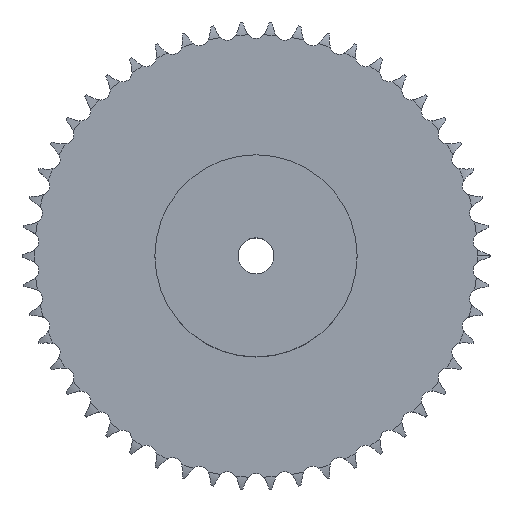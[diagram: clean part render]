
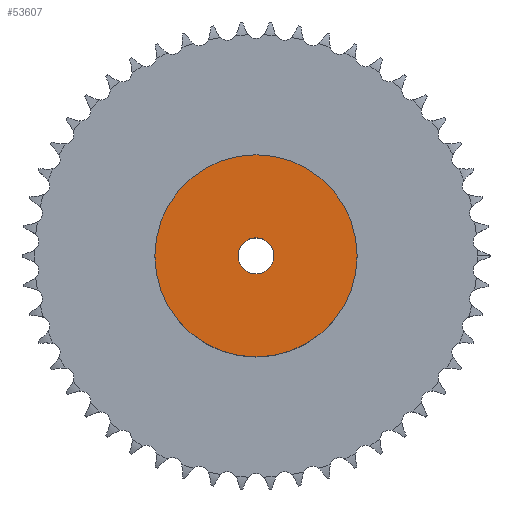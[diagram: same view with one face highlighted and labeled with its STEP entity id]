
A CAD part, top view. The second image highlights one B-rep face of the part: STEP entity #53607.
In plain terms, the highlighted planar face has unit normal (0, 0, 1).
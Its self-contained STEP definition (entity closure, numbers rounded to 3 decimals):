
#5880 = CYLINDRICAL_SURFACE('',#5881,45.);
#5881 = AXIS2_PLACEMENT_3D('',#5882,#5883,#5884);
#5882 = CARTESIAN_POINT('',(0.,0.,0.));
#5883 = DIRECTION('',(-0.,-0.,-1.));
#5884 = DIRECTION('',(1.,0.,0.));
#33346 = VERTEX_POINT('',#33347);
#33347 = CARTESIAN_POINT('',(45.,0.,40.));
#33368 = EDGE_CURVE('',#33346,#33346,#33369,.T.);
#33369 = SURFACE_CURVE('',#33370,(#33375,#33382),.PCURVE_S1.);
#33370 = CIRCLE('',#33371,45.);
#33371 = AXIS2_PLACEMENT_3D('',#33372,#33373,#33374);
#33372 = CARTESIAN_POINT('',(0.,0.,40.));
#33373 = DIRECTION('',(0.,0.,1.));
#33374 = DIRECTION('',(1.,0.,0.));
#33375 = PCURVE('',#5880,#33376);
#33376 = DEFINITIONAL_REPRESENTATION('',(#33377),#33381);
#33377 = LINE('',#33378,#33379);
#33378 = CARTESIAN_POINT('',(-0.,-40.));
#33379 = VECTOR('',#33380,1.);
#33380 = DIRECTION('',(-1.,0.));
#33381 = ( GEOMETRIC_REPRESENTATION_CONTEXT(2) 
PARAMETRIC_REPRESENTATION_CONTEXT() REPRESENTATION_CONTEXT('2D SPACE',''
  ) );
#33382 = PCURVE('',#33383,#33388);
#33383 = PLANE('',#33384);
#33384 = AXIS2_PLACEMENT_3D('',#33385,#33386,#33387);
#33385 = CARTESIAN_POINT('',(0.,0.,40.)
  );
#33386 = DIRECTION('',(0.,0.,1.));
#33387 = DIRECTION('',(1.,0.,0.));
#33388 = DEFINITIONAL_REPRESENTATION('',(#33389),#33393);
#33389 = CIRCLE('',#33390,45.);
#33390 = AXIS2_PLACEMENT_2D('',#33391,#33392);
#33391 = CARTESIAN_POINT('',(0.,0.));
#33392 = DIRECTION('',(1.,0.));
#33393 = ( GEOMETRIC_REPRESENTATION_CONTEXT(2) 
PARAMETRIC_REPRESENTATION_CONTEXT() REPRESENTATION_CONTEXT('2D SPACE',''
  ) );
#45288 = CYLINDRICAL_SURFACE('',#45289,8.);
#45289 = AXIS2_PLACEMENT_3D('',#45290,#45291,#45292);
#45290 = CARTESIAN_POINT('',(0.,0.,310.36));
#45291 = DIRECTION('',(0.,0.,1.));
#45292 = DIRECTION('',(1.,0.,0.));
#53607 = ADVANCED_FACE('',(#53608,#53611),#33383,.T.);
#53608 = FACE_BOUND('',#53609,.T.);
#53609 = EDGE_LOOP('',(#53610));
#53610 = ORIENTED_EDGE('',*,*,#33368,.T.);
#53611 = FACE_BOUND('',#53612,.T.);
#53612 = EDGE_LOOP('',(#53613));
#53613 = ORIENTED_EDGE('',*,*,#53614,.F.);
#53614 = EDGE_CURVE('',#53615,#53615,#53617,.T.);
#53615 = VERTEX_POINT('',#53616);
#53616 = CARTESIAN_POINT('',(8.,0.,40.));
#53617 = SURFACE_CURVE('',#53618,(#53623,#53630),.PCURVE_S1.);
#53618 = CIRCLE('',#53619,8.);
#53619 = AXIS2_PLACEMENT_3D('',#53620,#53621,#53622);
#53620 = CARTESIAN_POINT('',(0.,0.,40.));
#53621 = DIRECTION('',(0.,0.,1.));
#53622 = DIRECTION('',(1.,0.,0.));
#53623 = PCURVE('',#33383,#53624);
#53624 = DEFINITIONAL_REPRESENTATION('',(#53625),#53629);
#53625 = CIRCLE('',#53626,8.);
#53626 = AXIS2_PLACEMENT_2D('',#53627,#53628);
#53627 = CARTESIAN_POINT('',(0.,0.));
#53628 = DIRECTION('',(1.,0.));
#53629 = ( GEOMETRIC_REPRESENTATION_CONTEXT(2) 
PARAMETRIC_REPRESENTATION_CONTEXT() REPRESENTATION_CONTEXT('2D SPACE',''
  ) );
#53630 = PCURVE('',#45288,#53631);
#53631 = DEFINITIONAL_REPRESENTATION('',(#53632),#53636);
#53632 = LINE('',#53633,#53634);
#53633 = CARTESIAN_POINT('',(0.,-270.36));
#53634 = VECTOR('',#53635,1.);
#53635 = DIRECTION('',(1.,0.));
#53636 = ( GEOMETRIC_REPRESENTATION_CONTEXT(2) 
PARAMETRIC_REPRESENTATION_CONTEXT() REPRESENTATION_CONTEXT('2D SPACE',''
  ) );
